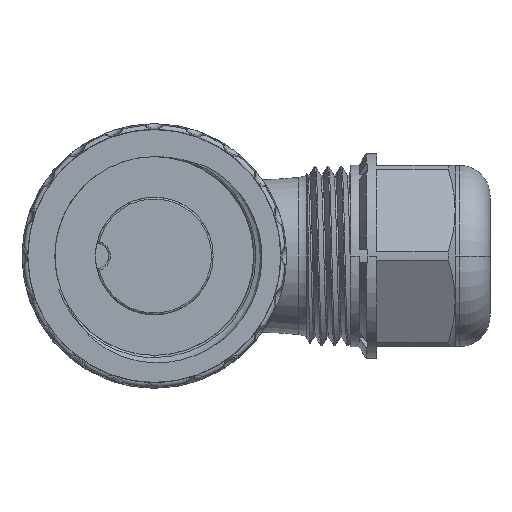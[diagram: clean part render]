
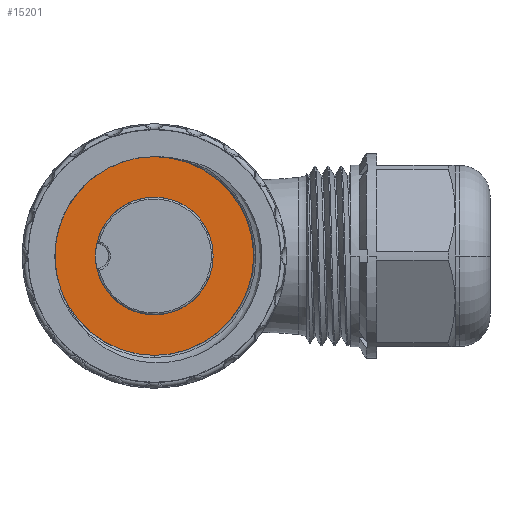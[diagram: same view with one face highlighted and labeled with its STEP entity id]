
A CAD part, left-side view. The second image highlights one B-rep face of the part: STEP entity #15201.
In plain terms, the highlighted planar face has unit normal (-1, 0, 0).
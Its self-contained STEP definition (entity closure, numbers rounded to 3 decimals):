
#5583=CARTESIAN_POINT('',(-1.33,0.,0.));
#5584=DIRECTION('',(1.,0.,0.));
#5585=DIRECTION('',(0.,0.,1.));
#5586=AXIS2_PLACEMENT_3D('',#5583,#5584,#5585);
#5768=CARTESIAN_POINT('',(-1.33,0.,0.));
#5769=DIRECTION('',(1.,0.,0.));
#5770=DIRECTION('',(0.,0.,-1.));
#5771=AXIS2_PLACEMENT_3D('',#5768,#5769,#5770);
#6206=CARTESIAN_POINT('',(-1.33,0.,0.));
#6207=DIRECTION('',(-1.,0.,0.));
#6208=DIRECTION('',(0.,-1.,0.));
#6209=AXIS2_PLACEMENT_3D('',#6206,#6207,#6208);
#6224=CARTESIAN_POINT('',(-1.33,0.,0.));
#6225=DIRECTION('',(-1.,0.,0.));
#6226=DIRECTION('',(0.,1.,0.));
#6227=AXIS2_PLACEMENT_3D('',#6224,#6225,#6226);
#9928=CARTESIAN_POINT('',(-1.33,-6.75,0.));
#9929=CARTESIAN_POINT('',(-1.33,6.75,0.));
#9930=VERTEX_POINT('',#9928);
#9931=VERTEX_POINT('',#9929);
#9932=CARTESIAN_POINT('',(-1.33,0.,-11.4));
#9933=CARTESIAN_POINT('',(-1.33,0.,11.4));
#9934=VERTEX_POINT('',#9932);
#9935=VERTEX_POINT('',#9933);
#15186=CARTESIAN_POINT('',(-1.33,0.,0.));
#15187=DIRECTION('',(1.,0.,0.));
#15188=DIRECTION('',(0.,-1.,0.));
#15189=AXIS2_PLACEMENT_3D('',#15186,#15187,#15188);
#15190=PLANE('',#15189);
#15191=ORIENTED_EDGE('',*,*,#14112,.T.);
#15192=ORIENTED_EDGE('',*,*,#13827,.T.);
#15193=EDGE_LOOP('',(#15191,#15192));
#15194=FACE_OUTER_BOUND('',#15193,.F.);
#15196=ORIENTED_EDGE('',*,*,#15195,.T.);
#15198=ORIENTED_EDGE('',*,*,#15197,.T.);
#15199=EDGE_LOOP('',(#15196,#15198));
#15200=FACE_BOUND('',#15199,.F.);
#5587=CIRCLE('',#5586,11.4);
#5772=CIRCLE('',#5771,11.4);
#6210=CIRCLE('',#6209,6.75);
#6228=CIRCLE('',#6227,6.75);
#13827=EDGE_CURVE('',#9935,#9934,#5587,.T.);
#14112=EDGE_CURVE('',#9934,#9935,#5772,.T.);
#15195=EDGE_CURVE('',#9930,#9931,#6210,.T.);
#15197=EDGE_CURVE('',#9931,#9930,#6228,.T.);
#15201=ADVANCED_FACE('',(#15194,#15200),#15190,.F.);
